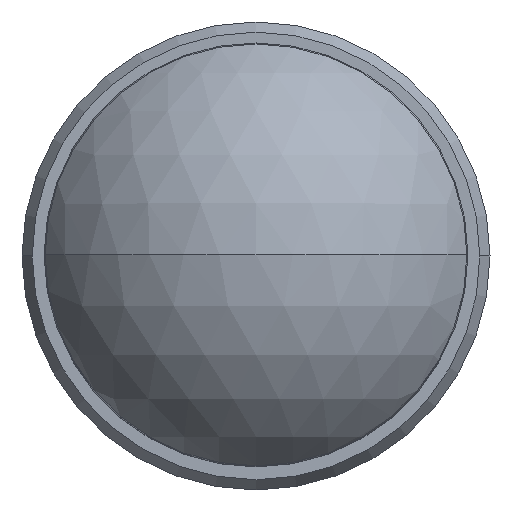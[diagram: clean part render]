
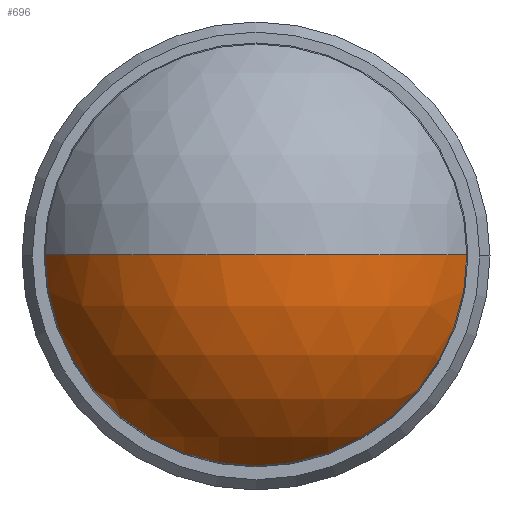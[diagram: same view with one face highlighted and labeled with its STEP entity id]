
A CAD part, top view. The second image highlights one B-rep face of the part: STEP entity #696.
In plain terms, the highlighted spherical face has radius 54.224 mm.
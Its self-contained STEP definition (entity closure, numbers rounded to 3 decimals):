
#32 = DIRECTION ( 'NONE',  ( -1., 0., 0. ) ) ;
#95 = DIRECTION ( 'NONE',  ( 0., 1., 0. ) ) ;
#188 = EDGE_CURVE ( 'NONE', #565, #761, #639, .T. ) ;
#216 = DIRECTION ( 'NONE',  ( 0., 0., 1. ) ) ;
#248 = DIRECTION ( 'NONE',  ( 0., 0., -1. ) ) ;
#257 = ORIENTED_EDGE ( 'NONE', *, *, #625, .T. ) ;
#260 = CARTESIAN_POINT ( 'NONE',  ( 0., 0., 123.776 ) ) ;
#301 = DIRECTION ( 'NONE',  ( -1., 0., 0. ) ) ;
#336 = AXIS2_PLACEMENT_3D ( 'NONE', #826, #372, #32 ) ;
#367 = DIRECTION ( 'NONE',  ( 1., 0., 0. ) ) ;
#372 = DIRECTION ( 'NONE',  ( 0., 1., 0. ) ) ;
#386 = FACE_OUTER_BOUND ( 'NONE', #846, .T. ) ;
#414 = SPHERICAL_SURFACE ( 'NONE', #827, 54.224 ) ;
#433 = CARTESIAN_POINT ( 'NONE',  ( 47.762, 0., 149.448 ) ) ;
#435 = VERTEX_POINT ( 'NONE', #433 ) ;
#523 = AXIS2_PLACEMENT_3D ( 'NONE', #677, #216, #301 ) ;
#547 = EDGE_CURVE ( 'NONE', #565, #435, #1001, .T. ) ;
#565 = VERTEX_POINT ( 'NONE', #942 ) ;
#625 = EDGE_CURVE ( 'NONE', #435, #761, #817, .T. ) ;
#639 = CIRCLE ( 'NONE', #336, 54.224 ) ;
#640 = CARTESIAN_POINT ( 'NONE',  ( 0., 0., 123.776 ) ) ;
#650 = AXIS2_PLACEMENT_3D ( 'NONE', #260, #805, #248 ) ;
#677 = CARTESIAN_POINT ( 'NONE',  ( 0., 0., 149.448 ) ) ;
#696 = ADVANCED_FACE ( 'NONE', ( #386 ), #414, .T. ) ;
#761 = VERTEX_POINT ( 'NONE', #998 ) ;
#794 = ORIENTED_EDGE ( 'NONE', *, *, #547, .T. ) ;
#805 = DIRECTION ( 'NONE',  ( 0., -1., 0. ) ) ;
#817 = CIRCLE ( 'NONE', #650, 54.224 ) ;
#826 = CARTESIAN_POINT ( 'NONE',  ( 0., 0., 123.776 ) ) ;
#827 = AXIS2_PLACEMENT_3D ( 'NONE', #640, #95, #367 ) ;
#846 = EDGE_LOOP ( 'NONE', ( #1027, #794, #257 ) ) ;
#942 = CARTESIAN_POINT ( 'NONE',  ( -47.762, 0., 149.448 ) ) ;
#998 = CARTESIAN_POINT ( 'NONE',  ( 0., 0., 178. ) ) ;
#1001 = CIRCLE ( 'NONE', #523, 47.762 ) ;
#1027 = ORIENTED_EDGE ( 'NONE', *, *, #188, .F. ) ;
